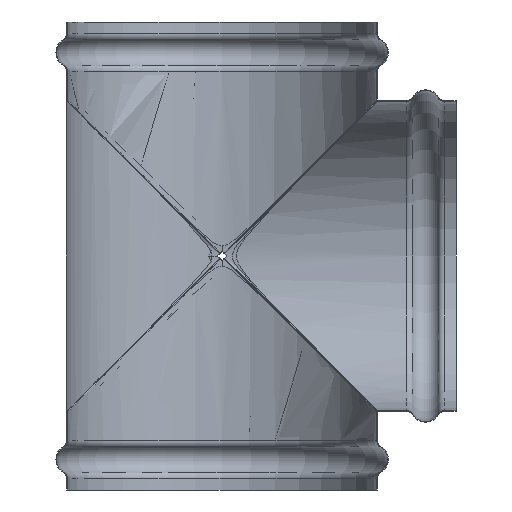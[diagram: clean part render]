
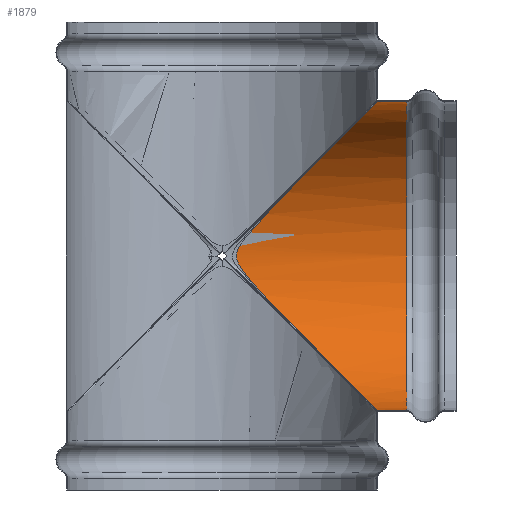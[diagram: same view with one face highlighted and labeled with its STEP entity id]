
A CAD part, front view. The second image highlights one B-rep face of the part: STEP entity #1879.
In plain terms, the highlighted cylindrical face has radius 228 mm (diameter 456 mm), a partial arc.
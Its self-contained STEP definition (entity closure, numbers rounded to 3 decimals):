
#109=CIRCLE('',#2062,228.);
#143=CYLINDRICAL_SURFACE('',#2061,228.);
#252=FACE_OUTER_BOUND('',#363,.T.);
#363=EDGE_LOOP('',(#1641,#1642,#1643,#1644));
#427=B_SPLINE_CURVE_WITH_KNOTS('',3,(#4329,#4330,#4331,#4332,#4333,#4334,
#4335,#4336,#4337,#4338,#4339,#4340,#4341,#4342,#4343,#4344,#4345,#4346,
#4347,#4348,#4349,#4350,#4351,#4352,#4353,#4354,#4355,#4356,#4357,#4358,
#4359,#4360,#4361,#4362,#4363,#4364,#4365,#4366,#4367,#4368,#4369,#4370,
#4371,#4372,#4373,#4374,#4375,#4376,#4377,#4378,#4379,#4380,#4381,#4382,
#4383,#4384,#4385,#4386,#4387,#4388,#4389,#4390,#4391,#4392,#4393,#4394,
#4395,#4396,#4397,#4398,#4399,#4400,#4401,#4402,#4403,#4404,#4405,#4406,
#4407,#4408,#4409,#4410),.UNSPECIFIED.,.F.,.F.,(4,2,2,2,2,2,2,2,2,2,2,2,
2,2,2,2,2,2,2,2,2,2,2,2,2,2,2,2,2,2,2,2,2,2,2,2,2,2,2,2,4),(43.818,
46.175,48.531,50.887,53.244,55.6,
57.956,62.669,65.79,68.911,72.032,
75.153,78.274,81.394,82.955,84.515,
85.296,86.076,86.856,87.246,87.636,
88.026,88.416,89.197,89.977,90.757,
92.318,93.878,96.999,100.12,103.241,
106.361,109.482,112.603,117.316,119.672,
122.029,124.385,126.742,129.098,131.454),
 .UNSPECIFIED.);
#531=LINE('',#4419,#650);
#535=LINE('',#4439,#654);
#650=VECTOR('',#2514,43.577);
#654=VECTOR('',#2532,43.577);
#847=VERTEX_POINT('',#4078);
#857=VERTEX_POINT('',#4263);
#862=VERTEX_POINT('',#4418);
#871=VERTEX_POINT('',#4438);
#1118=EDGE_CURVE('',#857,#847,#427,.T.);
#1122=EDGE_CURVE('',#862,#857,#531,.T.);
#1132=EDGE_CURVE('',#871,#847,#535,.T.);
#1133=EDGE_CURVE('',#862,#871,#109,.T.);
#1641=ORIENTED_EDGE('',*,*,#1118,.T.);
#1642=ORIENTED_EDGE('',*,*,#1132,.F.);
#1643=ORIENTED_EDGE('',*,*,#1133,.F.);
#1644=ORIENTED_EDGE('',*,*,#1122,.T.);
#1879=ADVANCED_FACE('',(#252),#143,.F.);
#2061=AXIS2_PLACEMENT_3D('',#4437,#2530,#2531);
#2062=AXIS2_PLACEMENT_3D('',#4440,#2533,#2534);
#2514=DIRECTION('',(0.,0.,1.));
#2530=DIRECTION('center_axis',(0.,0.,1.));
#2531=DIRECTION('ref_axis',(-1.,0.,0.));
#2532=DIRECTION('',(0.,0.,1.));
#2533=DIRECTION('center_axis',(0.,0.,1.));
#2534=DIRECTION('ref_axis',(0.,1.,0.));
#4078=CARTESIAN_POINT('',(-228.,0.,116.));
#4263=CARTESIAN_POINT('',(228.,0.,116.));
#4329=CARTESIAN_POINT('Ctrl Pts',(228.,0.,116.));
#4330=CARTESIAN_POINT('Ctrl Pts',(228.,7.855,116.));
#4331=CARTESIAN_POINT('Ctrl Pts',(227.593,15.745,116.406));
#4332=CARTESIAN_POINT('Ctrl Pts',(225.96,31.439,118.031));
#4333=CARTESIAN_POINT('Ctrl Pts',(224.735,39.244,119.251));
#4334=CARTESIAN_POINT('Ctrl Pts',(221.5,54.621,122.471));
#4335=CARTESIAN_POINT('Ctrl Pts',(219.49,62.195,124.471));
#4336=CARTESIAN_POINT('Ctrl Pts',(214.752,76.98,129.187));
#4337=CARTESIAN_POINT('Ctrl Pts',(212.023,84.191,131.902));
#4338=CARTESIAN_POINT('Ctrl Pts',(205.941,98.134,137.953));
#4339=CARTESIAN_POINT('Ctrl Pts',(202.583,104.876,141.293));
#4340=CARTESIAN_POINT('Ctrl Pts',(195.347,117.807,148.488));
#4341=CARTESIAN_POINT('Ctrl Pts',(191.468,123.997,152.343));
#4342=CARTESIAN_POINT('Ctrl Pts',(179.249,141.628,164.483));
#4343=CARTESIAN_POINT('Ctrl Pts',(170.316,152.124,173.351));
#4344=CARTESIAN_POINT('Ctrl Pts',(155.197,167.244,188.34));
#4345=CARTESIAN_POINT('Ctrl Pts',(148.898,172.865,194.578));
#4346=CARTESIAN_POINT('Ctrl Pts',(135.92,183.245,207.413));
#4347=CARTESIAN_POINT('Ctrl Pts',(129.24,188.005,214.009));
#4348=CARTESIAN_POINT('Ctrl Pts',(115.678,196.64,227.369));
#4349=CARTESIAN_POINT('Ctrl Pts',(108.796,200.516,234.132));
#4350=CARTESIAN_POINT('Ctrl Pts',(95.017,207.401,247.618));
#4351=CARTESIAN_POINT('Ctrl Pts',(88.12,210.409,254.341));
#4352=CARTESIAN_POINT('Ctrl Pts',(74.496,215.61,267.517));
#4353=CARTESIAN_POINT('Ctrl Pts',(67.766,217.805,273.976));
#4354=CARTESIAN_POINT('Ctrl Pts',(54.545,221.486,286.456));
#4355=CARTESIAN_POINT('Ctrl Pts',(48.058,222.972,292.482));
#4356=CARTESIAN_POINT('Ctrl Pts',(38.501,224.749,300.986));
#4357=CARTESIAN_POINT('Ctrl Pts',(35.368,225.262,303.709));
#4358=CARTESIAN_POINT('Ctrl Pts',(29.105,226.157,308.929));
#4359=CARTESIAN_POINT('Ctrl Pts',(25.978,226.538,311.429));
#4360=CARTESIAN_POINT('Ctrl Pts',(21.155,227.022,314.944));
#4361=CARTESIAN_POINT('Ctrl Pts',(19.537,227.168,316.068));
#4362=CARTESIAN_POINT('Ctrl Pts',(16.211,227.429,318.202));
#4363=CARTESIAN_POINT('Ctrl Pts',(14.504,227.545,319.213));
#4364=CARTESIAN_POINT('Ctrl Pts',(10.899,227.747,321.055));
#4365=CARTESIAN_POINT('Ctrl Pts',(9.011,227.831,321.885));
#4366=CARTESIAN_POINT('Ctrl Pts',(5.898,227.926,322.846));
#4367=CARTESIAN_POINT('Ctrl Pts',(4.814,227.952,323.116));
#4368=CARTESIAN_POINT('Ctrl Pts',(2.515,227.989,323.505));
#4369=CARTESIAN_POINT('Ctrl Pts',(1.3,228.,323.622));
#4370=CARTESIAN_POINT('Ctrl Pts',(-1.3,228.,323.622));
#4371=CARTESIAN_POINT('Ctrl Pts',(-2.515,227.989,323.505));
#4372=CARTESIAN_POINT('Ctrl Pts',(-4.814,227.952,323.116));
#4373=CARTESIAN_POINT('Ctrl Pts',(-5.898,227.926,322.846));
#4374=CARTESIAN_POINT('Ctrl Pts',(-9.011,227.831,321.885));
#4375=CARTESIAN_POINT('Ctrl Pts',(-10.899,227.747,321.055));
#4376=CARTESIAN_POINT('Ctrl Pts',(-14.504,227.545,319.213));
#4377=CARTESIAN_POINT('Ctrl Pts',(-16.211,227.429,318.202));
#4378=CARTESIAN_POINT('Ctrl Pts',(-19.537,227.168,316.068));
#4379=CARTESIAN_POINT('Ctrl Pts',(-21.155,227.022,314.944));
#4380=CARTESIAN_POINT('Ctrl Pts',(-25.978,226.538,311.429));
#4381=CARTESIAN_POINT('Ctrl Pts',(-29.105,226.157,308.929));
#4382=CARTESIAN_POINT('Ctrl Pts',(-35.368,225.262,303.709));
#4383=CARTESIAN_POINT('Ctrl Pts',(-38.501,224.749,300.986));
#4384=CARTESIAN_POINT('Ctrl Pts',(-48.058,222.972,292.482));
#4385=CARTESIAN_POINT('Ctrl Pts',(-54.545,221.486,286.456));
#4386=CARTESIAN_POINT('Ctrl Pts',(-67.766,217.805,273.976));
#4387=CARTESIAN_POINT('Ctrl Pts',(-74.496,215.61,267.517));
#4388=CARTESIAN_POINT('Ctrl Pts',(-88.12,210.409,254.341));
#4389=CARTESIAN_POINT('Ctrl Pts',(-95.017,207.401,247.618));
#4390=CARTESIAN_POINT('Ctrl Pts',(-108.796,200.516,234.132));
#4391=CARTESIAN_POINT('Ctrl Pts',(-115.678,196.64,227.369));
#4392=CARTESIAN_POINT('Ctrl Pts',(-129.24,188.005,214.009));
#4393=CARTESIAN_POINT('Ctrl Pts',(-135.92,183.245,207.413));
#4394=CARTESIAN_POINT('Ctrl Pts',(-148.898,172.865,194.578));
#4395=CARTESIAN_POINT('Ctrl Pts',(-155.197,167.244,188.34));
#4396=CARTESIAN_POINT('Ctrl Pts',(-170.316,152.124,173.351));
#4397=CARTESIAN_POINT('Ctrl Pts',(-179.249,141.628,164.483));
#4398=CARTESIAN_POINT('Ctrl Pts',(-191.468,123.997,152.343));
#4399=CARTESIAN_POINT('Ctrl Pts',(-195.347,117.807,148.488));
#4400=CARTESIAN_POINT('Ctrl Pts',(-202.583,104.876,141.293));
#4401=CARTESIAN_POINT('Ctrl Pts',(-205.941,98.134,137.953));
#4402=CARTESIAN_POINT('Ctrl Pts',(-212.023,84.191,131.902));
#4403=CARTESIAN_POINT('Ctrl Pts',(-214.752,76.98,129.187));
#4404=CARTESIAN_POINT('Ctrl Pts',(-219.49,62.195,124.471));
#4405=CARTESIAN_POINT('Ctrl Pts',(-221.5,54.621,122.471));
#4406=CARTESIAN_POINT('Ctrl Pts',(-224.735,39.244,119.251));
#4407=CARTESIAN_POINT('Ctrl Pts',(-225.96,31.439,118.031));
#4408=CARTESIAN_POINT('Ctrl Pts',(-227.593,15.745,116.406));
#4409=CARTESIAN_POINT('Ctrl Pts',(-228.,7.855,116.));
#4410=CARTESIAN_POINT('Ctrl Pts',(-228.,0.,116.));
#4418=CARTESIAN_POINT('',(228.,0.,72.423));
#4419=CARTESIAN_POINT('',(228.,0.,0.));
#4437=CARTESIAN_POINT('Origin',(0.,0.,0.));
#4438=CARTESIAN_POINT('',(-228.,0.,72.423));
#4439=CARTESIAN_POINT('',(-228.,0.,0.));
#4440=CARTESIAN_POINT('Origin',(0.,0.,72.423));
